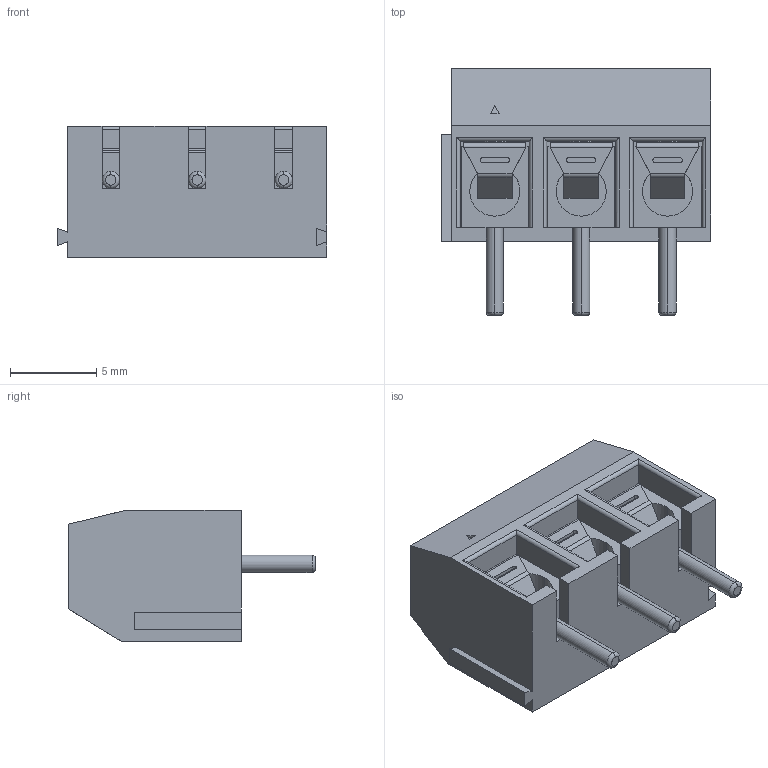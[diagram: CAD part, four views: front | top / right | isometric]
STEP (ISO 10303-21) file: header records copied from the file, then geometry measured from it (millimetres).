
FILE_DESCRIPTION (( 'STEP AP214' ), '1' );
FILE_NAME ('DG301-5.0-03P-12-00AH.STEP', '2021-01-20T21:50:24', ( '' ), ( '' ), 'SwSTEP 2.0', 'SolidWorks 2020', '' );
FILE_SCHEMA (( 'AUTOMOTIVE_DESIGN' ));
Length unit declared in the file: millimetre
Products named in the file (1): DG301-5.0-03P-12-00AH
Bounding box: 15.6 x 14.3 x 7.6 mm (x, y, z)
Volume: 851.3 mm3; surface area: 1572.6 mm2
Topology: 1 solids, 1 shells, 491 faces, 1281 edges, 835 vertices
Faces by surface type: plane 254, bspline 144, cylinder 60, torus 27, cone 6
Entity records: 26624 total; most frequent: CARTESIAN_POINT 11172, ORIENTED_EDGE 2562, DIRECTION 1821, EDGE_CURVE 1281, VERTEX_POINT 835, VECTOR 789, LINE 789, EDGE_LOOP 540
